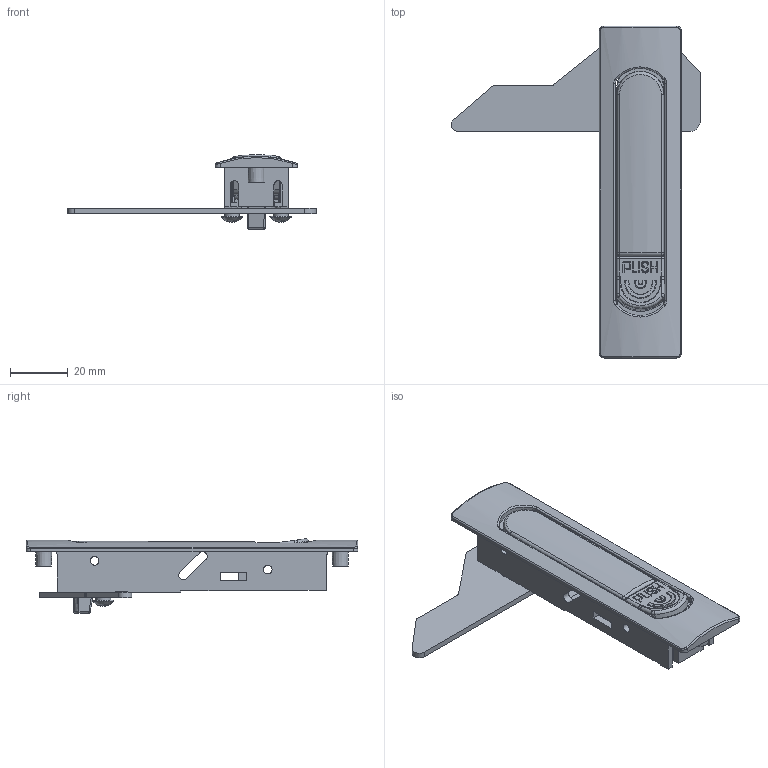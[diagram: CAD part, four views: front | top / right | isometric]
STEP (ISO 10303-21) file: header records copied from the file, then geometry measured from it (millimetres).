
FILE_DESCRIPTION(/* description */ (''),/* implementation_level */ '2;1');
FILE_NAME(/* name */ 'MG1-3.stp',/* time_stamp */ '2025-11-17T19:34:05+09:00',/* author */ ('user'),/* organization */ (''),/* preprocessor_version */ 'ST-DEVELOPER v15.6',/* originating_system */ 'Autodesk Inventor 2015',/* authorisation */ '');
FILE_SCHEMA (('AUTOMOTIVE_DESIGN { 1 0 10303 214 3 1 1 }'));
Length unit declared in the file: millimetre
Products named in the file (6): 몸체; 날개; 버튼; 볼트; 핸들; MG1-3
Bounding box: 86 x 114.7 x 25.68 mm (x, y, z)
Volume: 23366.5 mm3; surface area: 23241 mm2
Topology: 6 solids, 9 shells, 669 faces, 1731 edges, 1081 vertices
Faces by surface type: plane 278, cylinder 226, bspline 83, torus 36, cone 27, sphere 19
Full cylindrical faces by diameter (mm): 3 x8, 3.1 x1, 3.3 x2, 3.4 x2, 3.7 x4, 5.2 x2
Entity records: 23610 total; most frequent: CARTESIAN_POINT 7999, ORIENTED_EDGE 3256, DIRECTION 3214, EDGE_CURVE 1627, AXIS2_PLACEMENT_3D 1179, VERTEX_POINT 1038, LINE 856, VECTOR 856
